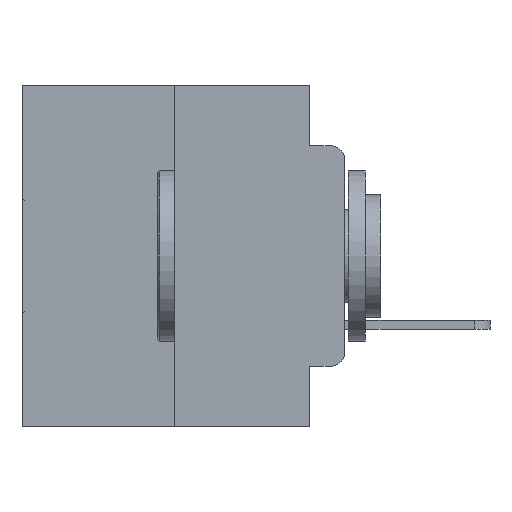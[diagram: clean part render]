
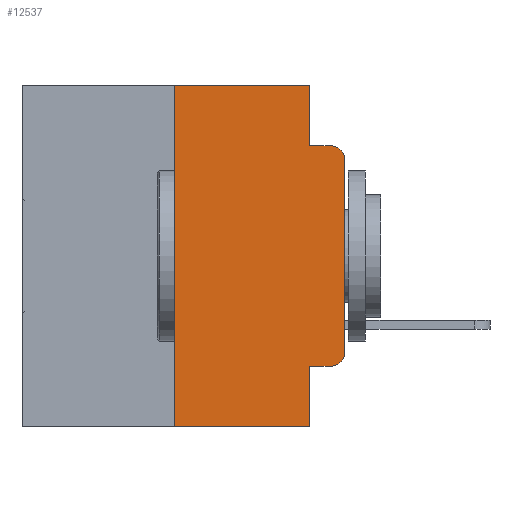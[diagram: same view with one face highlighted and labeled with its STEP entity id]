
A CAD part, left-side view. The second image highlights one B-rep face of the part: STEP entity #12537.
In plain terms, the highlighted planar face has unit normal (-1, 0, 0).
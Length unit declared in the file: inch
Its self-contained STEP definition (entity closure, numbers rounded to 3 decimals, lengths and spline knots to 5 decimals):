
#656 = VERTEX_POINT ( 'NONE', #25554 ) ;
#1338 = LINE ( 'NONE', #24761, #25781 ) ;
#1978 = DIRECTION ( 'NONE',  ( 0., -1., 0. ) ) ;
#2196 = CARTESIAN_POINT ( 'NONE',  ( 0., 0.02, -0.4115 ) ) ;
#2205 = EDGE_CURVE ( 'NONE', #11418, #15280, #1338, .T. ) ;
#2542 = VECTOR ( 'NONE', #22986, 39.37008 ) ;
#2864 = EDGE_CURVE ( 'NONE', #28555, #19453, #26089, .T. ) ;
#3043 = CARTESIAN_POINT ( 'NONE',  ( 0., 0., -0.3915 ) ) ;
#3162 = VERTEX_POINT ( 'NONE', #2196 ) ;
#3169 = EDGE_LOOP ( 'NONE', ( #19602, #22465, #17779, #19252, #10312, #11843, #20049, #22309, #8484, #18771 ) ) ;
#4062 = DIRECTION ( 'NONE',  ( 0., 0., 1. ) ) ;
#5627 = EDGE_CURVE ( 'NONE', #18848, #19439, #28166, .T. ) ;
#5765 = DIRECTION ( 'NONE',  ( 0., 0., -1. ) ) ;
#6029 = EDGE_CURVE ( 'NONE', #15280, #23154, #24383, .T. ) ;
#6328 = CARTESIAN_POINT ( 'NONE',  ( 0., 0.051, 0. ) ) ;
#7009 = DIRECTION ( 'NONE',  ( -1., 0., 0. ) ) ;
#8163 = CARTESIAN_POINT ( 'NONE',  ( 0., 0., -0.1085 ) ) ;
#8484 = ORIENTED_EDGE ( 'NONE', *, *, #16953, .T. ) ;
#8783 = CARTESIAN_POINT ( 'NONE',  ( 0., 0.051, -0.0885 ) ) ;
#9197 = CARTESIAN_POINT ( 'NONE',  ( 0., 0.473, -0.5 ) ) ;
#9511 = VECTOR ( 'NONE', #4062, 39.37008 ) ;
#10066 = CARTESIAN_POINT ( 'NONE',  ( 0., 0.051, 0. ) ) ;
#10256 = DIRECTION ( 'NONE',  ( 1., 0., 0. ) ) ;
#10306 = LINE ( 'NONE', #16145, #9511 ) ;
#10312 = ORIENTED_EDGE ( 'NONE', *, *, #2864, .F. ) ;
#10788 = DIRECTION ( 'NONE',  ( 0., 0., 1. ) ) ;
#11418 = VERTEX_POINT ( 'NONE', #3043 ) ;
#11569 = EDGE_CURVE ( 'NONE', #656, #19439, #19018, .T. ) ;
#11843 = ORIENTED_EDGE ( 'NONE', *, *, #24070, .F. ) ;
#11962 = VECTOR ( 'NONE', #5765, 39.37008 ) ;
#12470 = CARTESIAN_POINT ( 'NONE',  ( 0., 0.02, -0.0885 ) ) ;
#12537 = ADVANCED_FACE ( 'NONE', ( #16728 ), #19730, .F. ) ;
#13246 = CARTESIAN_POINT ( 'NONE',  ( 0., 0.051, 0. ) ) ;
#13327 = CARTESIAN_POINT ( 'NONE',  ( 0., 0.02, -0.1085 ) ) ;
#13629 = CARTESIAN_POINT ( 'NONE',  ( 0., 0.25, -0.5 ) ) ;
#13851 = VECTOR ( 'NONE', #20315, 39.37008 ) ;
#13903 = AXIS2_PLACEMENT_3D ( 'NONE', #24270, #10256, #26484 ) ;
#15280 = VERTEX_POINT ( 'NONE', #8163 ) ;
#15712 = DIRECTION ( 'NONE',  ( 0., 0., -1. ) ) ;
#16100 = VECTOR ( 'NONE', #17998, 39.37008 ) ;
#16145 = CARTESIAN_POINT ( 'NONE',  ( 0., 0.25, 0. ) ) ;
#16728 = FACE_OUTER_BOUND ( 'NONE', #3169, .T. ) ;
#16838 = CIRCLE ( 'NONE', #29185, 0.02 ) ;
#16953 = EDGE_CURVE ( 'NONE', #656, #3162, #22308, .T. ) ;
#17779 = ORIENTED_EDGE ( 'NONE', *, *, #25584, .F. ) ;
#17897 = CARTESIAN_POINT ( 'NONE',  ( 0., 0.051, -0.4115 ) ) ;
#17964 = CARTESIAN_POINT ( 'NONE',  ( 0., 0.473, 0. ) ) ;
#17998 = DIRECTION ( 'NONE',  ( 0., -1., 0. ) ) ;
#18557 = VERTEX_POINT ( 'NONE', #28396 ) ;
#18771 = ORIENTED_EDGE ( 'NONE', *, *, #22536, .T. ) ;
#18848 = VERTEX_POINT ( 'NONE', #13629 ) ;
#19018 = LINE ( 'NONE', #13246, #11962 ) ;
#19252 = ORIENTED_EDGE ( 'NONE', *, *, #26478, .F. ) ;
#19439 = VERTEX_POINT ( 'NONE', #29367 ) ;
#19453 = VERTEX_POINT ( 'NONE', #6328 ) ;
#19602 = ORIENTED_EDGE ( 'NONE', *, *, #2205, .T. ) ;
#19730 = PLANE ( 'NONE',  #13903 ) ;
#20049 = ORIENTED_EDGE ( 'NONE', *, *, #5627, .T. ) ;
#20315 = DIRECTION ( 'NONE',  ( 0., -1., 0. ) ) ;
#20906 = LINE ( 'NONE', #10066, #24733 ) ;
#21373 = CARTESIAN_POINT ( 'NONE',  ( 0., 0.02, -0.3915 ) ) ;
#22308 = LINE ( 'NONE', #17897, #16100 ) ;
#22309 = ORIENTED_EDGE ( 'NONE', *, *, #11569, .F. ) ;
#22334 = VECTOR ( 'NONE', #1978, 39.37008 ) ;
#22465 = ORIENTED_EDGE ( 'NONE', *, *, #6029, .T. ) ;
#22536 = EDGE_CURVE ( 'NONE', #3162, #11418, #16838, .T. ) ;
#22986 = DIRECTION ( 'NONE',  ( 0., -1., 0. ) ) ;
#23154 = VERTEX_POINT ( 'NONE', #12470 ) ;
#23606 = DIRECTION ( 'NONE',  ( 0., 0., -1. ) ) ;
#24070 = EDGE_CURVE ( 'NONE', #18848, #28555, #10306, .T. ) ;
#24270 = CARTESIAN_POINT ( 'NONE',  ( 0., 0.473, 0. ) ) ;
#24383 = CIRCLE ( 'NONE', #28979, 0.02 ) ;
#24656 = CARTESIAN_POINT ( 'NONE',  ( 0., 0.25, 0. ) ) ;
#24733 = VECTOR ( 'NONE', #28492, 39.37008 ) ;
#24761 = CARTESIAN_POINT ( 'NONE',  ( 0., 0., 0. ) ) ;
#25554 = CARTESIAN_POINT ( 'NONE',  ( 0., 0.051, -0.4115 ) ) ;
#25584 = EDGE_CURVE ( 'NONE', #18557, #23154, #27530, .T. ) ;
#25781 = VECTOR ( 'NONE', #10788, 39.37008 ) ;
#26089 = LINE ( 'NONE', #17964, #13851 ) ;
#26478 = EDGE_CURVE ( 'NONE', #19453, #18557, #20906, .T. ) ;
#26484 = DIRECTION ( 'NONE',  ( 0., 0., -1. ) ) ;
#27530 = LINE ( 'NONE', #8783, #2542 ) ;
#28166 = LINE ( 'NONE', #9197, #22334 ) ;
#28396 = CARTESIAN_POINT ( 'NONE',  ( 0., 0.051, -0.0885 ) ) ;
#28492 = DIRECTION ( 'NONE',  ( 0., 0., -1. ) ) ;
#28555 = VERTEX_POINT ( 'NONE', #24656 ) ;
#28979 = AXIS2_PLACEMENT_3D ( 'NONE', #13327, #29225, #15712 ) ;
#29185 = AXIS2_PLACEMENT_3D ( 'NONE', #21373, #7009, #23606 ) ;
#29225 = DIRECTION ( 'NONE',  ( -1., 0., 0. ) ) ;
#29367 = CARTESIAN_POINT ( 'NONE',  ( 0., 0.051, -0.5 ) ) ;
